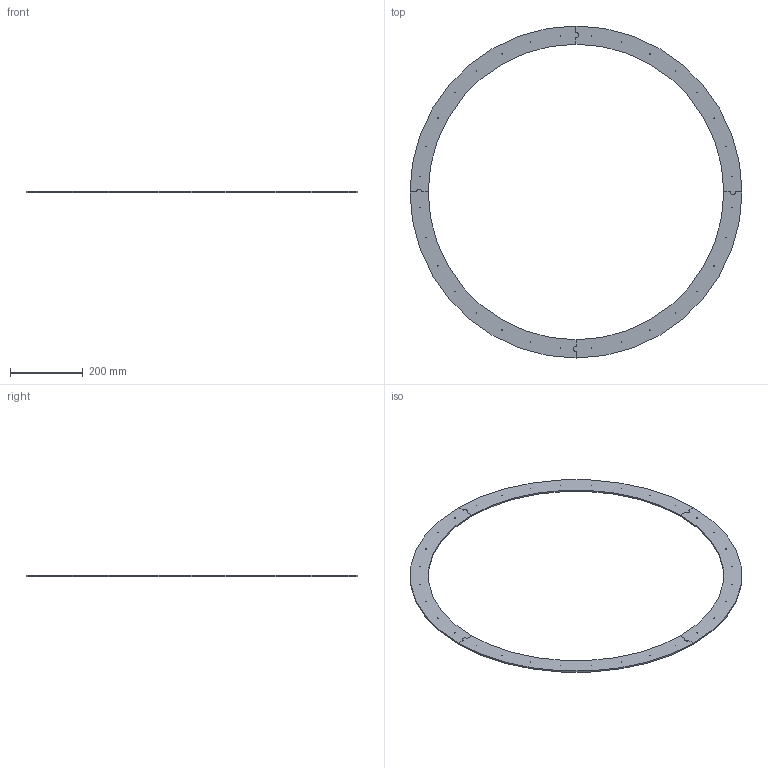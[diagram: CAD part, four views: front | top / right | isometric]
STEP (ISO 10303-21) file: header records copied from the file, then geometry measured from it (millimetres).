
FILE_DESCRIPTION (( 'STEP AP203' ), '1' );
FILE_NAME ('5BO1075_CCf 80.STEP', '2022-02-18T12:39:18', ( '' ), ( '' ), 'SwSTEP 2.0', 'SolidWorks 2018', '' );
FILE_SCHEMA (( 'CONFIG_CONTROL_DESIGN' ));
Length unit declared in the file: millimetre
Products named in the file (2): K767_8BO1075_CCF_Con-Perni CC 800; 5BO1075_CCf 80
Assembly tree (4 placements, depth 2):
  5BO1075_CCf 80
    K767_8BO1075_CCF_Con-Perni CC 800  x4
Bounding box: 910 x 910 x 4 mm (x, y, z)
Volume: 539951.8 mm3; surface area: 294268.3 mm2
Topology: 4 solids, 4 shells, 104 faces, 288 edges, 192 vertices
Faces by surface type: cylinder 80, plane 24
Entity records: 1180 total; most frequent: DIRECTION 178, CARTESIAN_POINT 153, ORIENTED_EDGE 144, AXIS2_PLACEMENT_3D 73, EDGE_CURVE 72, VERTEX_POINT 48, EDGE_LOOP 42, CIRCLE 40
